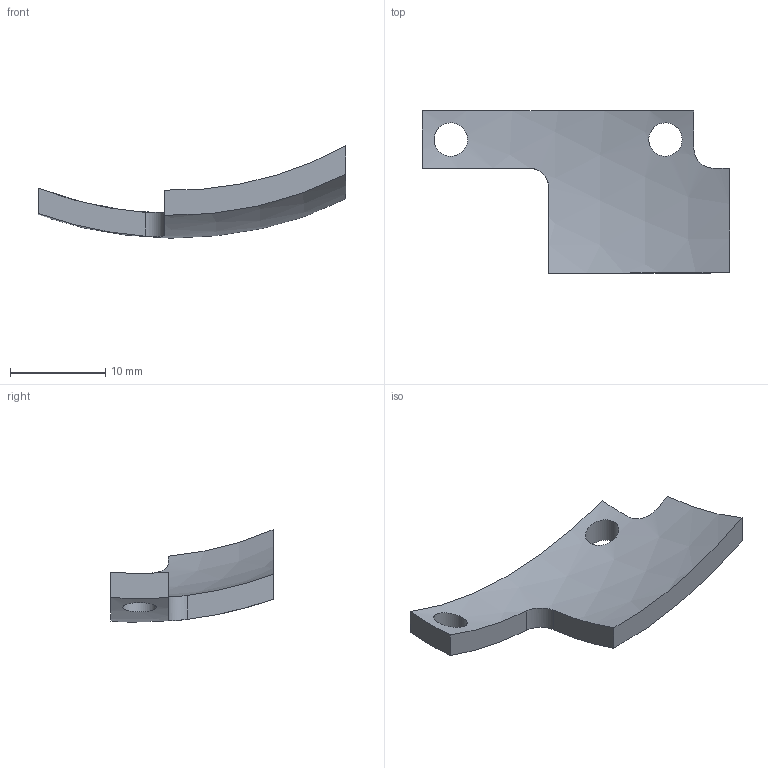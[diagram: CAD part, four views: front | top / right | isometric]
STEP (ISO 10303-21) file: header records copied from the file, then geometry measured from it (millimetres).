
FILE_DESCRIPTION(/* description */ (''),/* implementation_level */ '2;1');
FILE_NAME(/* name */ '2016-08-02_sfx1_gimbal_back_cover_weight_v1.0_MAN.stp',/* time_stamp */ '2016-08-02T15:20:55+02:00',/* author */ ('x.lachenal'),/* organization */ (''),/* preprocessor_version */ 'ST-DEVELOPER v16.1',/* originating_system */ 'Autodesk Inventor 2016',/* authorisation */ '');
FILE_SCHEMA (('AUTOMOTIVE_DESIGN { 1 0 10303 214 3 1 1 }'));
Length unit declared in the file: millimetre
Products named in the file (1): sfx1_gimbal_back_cover_weight
Bounding box: 32.25 x 17 x 9.69 mm (x, y, z)
Volume: 939.2 mm3; surface area: 1069.5 mm2
Topology: 1 solids, 1 shells, 14 faces, 36 edges, 24 vertices
Faces by surface type: plane 8, cylinder 4, sphere 2
Full cylindrical faces by diameter (mm): 3.5 x2
Entity records: 631 total; most frequent: CARTESIAN_POINT 253, DIRECTION 72, ORIENTED_EDGE 68, EDGE_CURVE 34, AXIS2_PLACEMENT_3D 31, VERTEX_POINT 24, EDGE_LOOP 20, CIRCLE 16
